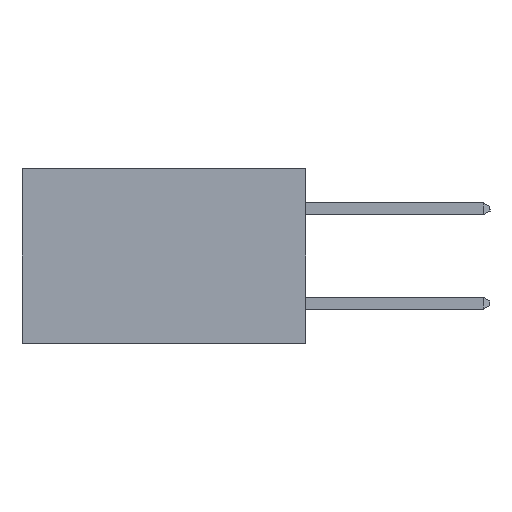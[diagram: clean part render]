
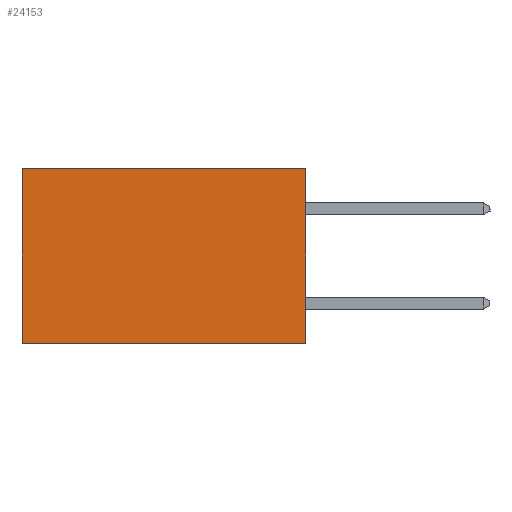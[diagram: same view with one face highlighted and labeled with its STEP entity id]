
A CAD part, left-side view. The second image highlights one B-rep face of the part: STEP entity #24153.
In plain terms, the highlighted planar face has unit normal (-1, 0, 0).
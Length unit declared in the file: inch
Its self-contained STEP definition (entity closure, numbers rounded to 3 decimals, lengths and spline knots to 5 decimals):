
#909 = EDGE_CURVE ( 'NONE', #9602, #20345, #19216, .T. ) ;
#1790 = VECTOR ( 'NONE', #7771, 39.37008 ) ;
#2936 = CARTESIAN_POINT ( 'NONE',  ( 0.298, 0.6, -0.37 ) ) ;
#3201 = DIRECTION ( 'NONE',  ( 0., 0., -1. ) ) ;
#3708 = DIRECTION ( 'NONE',  ( 0., 0., -1. ) ) ;
#5146 = CARTESIAN_POINT ( 'NONE',  ( 0.298, 0., 0. ) ) ;
#5685 = CARTESIAN_POINT ( 'NONE',  ( 0.298, 0.6, 0. ) ) ;
#5962 = ORIENTED_EDGE ( 'NONE', *, *, #10455, .F. ) ;
#6159 = DIRECTION ( 'NONE',  ( 0., 1., 0. ) ) ;
#6361 = CARTESIAN_POINT ( 'NONE',  ( 0.298, 0., -0.37 ) ) ;
#7460 = CARTESIAN_POINT ( 'NONE',  ( 0.298, 0., 0. ) ) ;
#7771 = DIRECTION ( 'NONE',  ( 0., 0., -1. ) ) ;
#7799 = PLANE ( 'NONE',  #21081 ) ;
#8241 = DIRECTION ( 'NONE',  ( 0., 1., 0. ) ) ;
#9602 = VERTEX_POINT ( 'NONE', #7460 ) ;
#10455 = EDGE_CURVE ( 'NONE', #22422, #25237, #24401, .T. ) ;
#14476 = FACE_OUTER_BOUND ( 'NONE', #21914, .T. ) ;
#14641 = CARTESIAN_POINT ( 'NONE',  ( 0.298, 0., -0.37 ) ) ;
#15542 = ORIENTED_EDGE ( 'NONE', *, *, #17160, .T. ) ;
#15993 = DIRECTION ( 'NONE',  ( 1., 0., 0. ) ) ;
#17160 = EDGE_CURVE ( 'NONE', #20345, #25237, #18188, .T. ) ;
#17530 = CARTESIAN_POINT ( 'NONE',  ( 0.298, 0., 0. ) ) ;
#17943 = VECTOR ( 'NONE', #6159, 39.37008 ) ;
#18188 = LINE ( 'NONE', #5685, #1790 ) ;
#19025 = ORIENTED_EDGE ( 'NONE', *, *, #23443, .F. ) ;
#19216 = LINE ( 'NONE', #5146, #17943 ) ;
#19653 = VECTOR ( 'NONE', #8241, 39.37008 ) ;
#20345 = VERTEX_POINT ( 'NONE', #24416 ) ;
#21081 = AXIS2_PLACEMENT_3D ( 'NONE', #26081, #15993, #3708 ) ;
#21182 = VECTOR ( 'NONE', #3201, 39.37008 ) ;
#21303 = ORIENTED_EDGE ( 'NONE', *, *, #909, .T. ) ;
#21790 = LINE ( 'NONE', #17530, #21182 ) ;
#21914 = EDGE_LOOP ( 'NONE', ( #15542, #5962, #19025, #21303 ) ) ;
#22422 = VERTEX_POINT ( 'NONE', #14641 ) ;
#23443 = EDGE_CURVE ( 'NONE', #9602, #22422, #21790, .T. ) ;
#24153 = ADVANCED_FACE ( 'NONE', ( #14476 ), #7799, .F. ) ;
#24401 = LINE ( 'NONE', #6361, #19653 ) ;
#24416 = CARTESIAN_POINT ( 'NONE',  ( 0.298, 0.6, 0. ) ) ;
#25237 = VERTEX_POINT ( 'NONE', #2936 ) ;
#26081 = CARTESIAN_POINT ( 'NONE',  ( 0.298, 0., 0. ) ) ;
